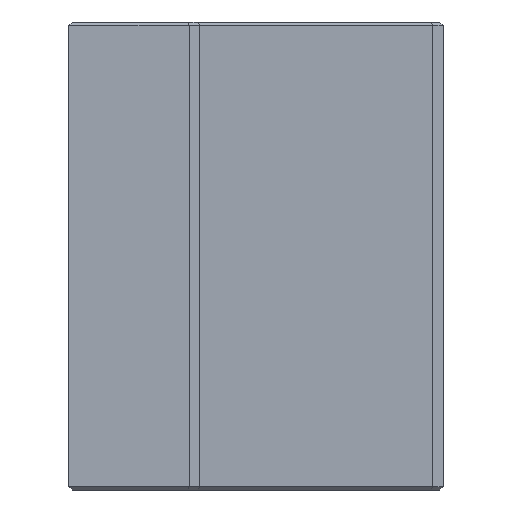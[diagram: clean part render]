
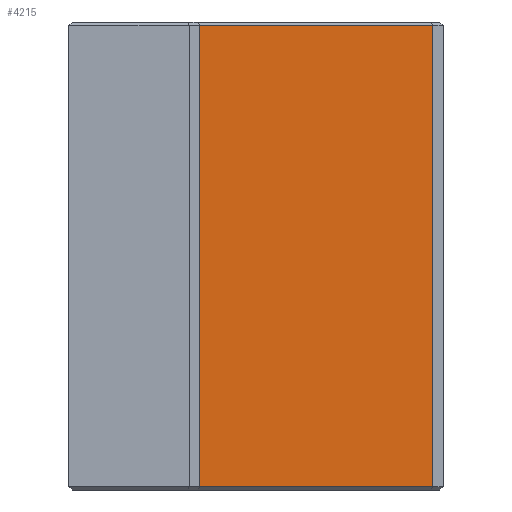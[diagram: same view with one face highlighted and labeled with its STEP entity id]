
A CAD part, left-side view. The second image highlights one B-rep face of the part: STEP entity #4215.
In plain terms, the highlighted planar face has unit normal (-1, 0, 0).
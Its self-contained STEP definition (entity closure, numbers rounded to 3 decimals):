
#42 = VERTEX_POINT ( 'NONE', #218 ) ;
#100 = VERTEX_POINT ( 'NONE', #276 ) ;
#116 = VERTEX_POINT ( 'NONE', #292 ) ;
#218 = CARTESIAN_POINT ( 'NONE',  ( -33.44, -21.44, 34.5 ) ) ;
#276 = CARTESIAN_POINT ( 'NONE',  ( -33.44, -21.44, -34.5 ) ) ;
#292 = CARTESIAN_POINT ( 'NONE',  ( -33.44, 13.44, 34.5 ) ) ;
#989 = CARTESIAN_POINT ( 'NONE',  ( -33.44, 13.44, -34.5 ) ) ;
#1203 = CARTESIAN_POINT ( 'NONE',  ( -33.44, 13.44, 35. ) ) ;
#1204 = DIRECTION ( 'NONE',  ( 0., 0., -1. ) ) ;
#1205 = CARTESIAN_POINT ( 'NONE',  ( -33.44, 13.44, 34.5 ) ) ;
#1207 = CARTESIAN_POINT ( 'NONE',  ( -33.44, 13.44, -34.5 ) ) ;
#1208 = DIRECTION ( 'NONE',  ( 0., -1., 0. ) ) ;
#1209 = CARTESIAN_POINT ( 'NONE',  ( -33.44, -21.44, 35. ) ) ;
#1210 = DIRECTION ( 'NONE',  ( 0., 0., -1. ) ) ;
#1212 = DIRECTION ( 'NONE',  ( 0., 1., 0. ) ) ;
#1392 = PLANE ( 'NONE',  #3014 ) ;
#1395 = CARTESIAN_POINT ( 'NONE',  ( -33.44, 13.44, 35. ) ) ;
#2717 = LINE ( 'NONE', #1205, #2746 ) ;
#2738 = LINE ( 'NONE', #1203, #2739 ) ;
#2739 = VECTOR ( 'NONE', #1204, 1000. ) ;
#2742 = LINE ( 'NONE', #1207, #2743 ) ;
#2743 = VECTOR ( 'NONE', #1208, 1000. ) ;
#2744 = LINE ( 'NONE', #1209, #2745 ) ;
#2745 = VECTOR ( 'NONE', #1210, 1000. ) ;
#2746 = VECTOR ( 'NONE', #1212, 1000. ) ;
#2894 = FACE_OUTER_BOUND ( 'NONE', #3995, .T. ) ;
#3014 = AXIS2_PLACEMENT_3D ( 'NONE', #1395, #3145, #3146 ) ;
#3145 = DIRECTION ( 'NONE',  ( 1., 0., 0. ) ) ;
#3146 = DIRECTION ( 'NONE',  ( 0., 0., -1. ) ) ;
#3753 = ORIENTED_EDGE ( 'NONE', *, *, #4135, .T. ) ;
#3754 = ORIENTED_EDGE ( 'NONE', *, *, #4134, .F. ) ;
#3755 = ORIENTED_EDGE ( 'NONE', *, *, #4133, .T. ) ;
#3756 = ORIENTED_EDGE ( 'NONE', *, *, #4131, .T. ) ;
#3995 = EDGE_LOOP ( 'NONE', ( #3756, #3755, #3754, #3753 ) ) ;
#4047 = VERTEX_POINT ( 'NONE', #989 ) ;
#4131 = EDGE_CURVE ( 'NONE', #116, #4047, #2738, .T. ) ;
#4133 = EDGE_CURVE ( 'NONE', #4047, #100, #2742, .T. ) ;
#4134 = EDGE_CURVE ( 'NONE', #42, #100, #2744, .T. ) ;
#4135 = EDGE_CURVE ( 'NONE', #42, #116, #2717, .T. ) ;
#4215 = ADVANCED_FACE ( 'NONE', ( #2894 ), #1392, .F. ) ;
